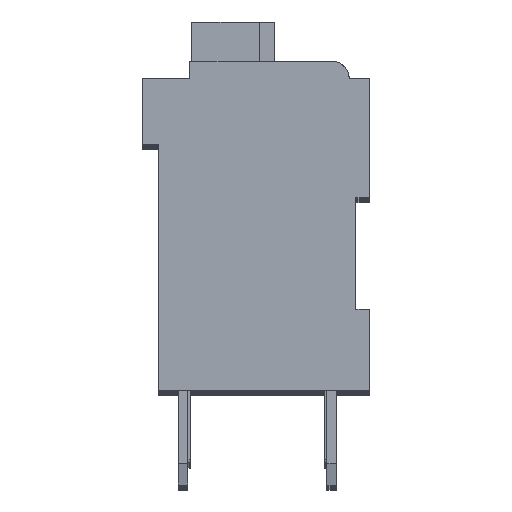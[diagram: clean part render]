
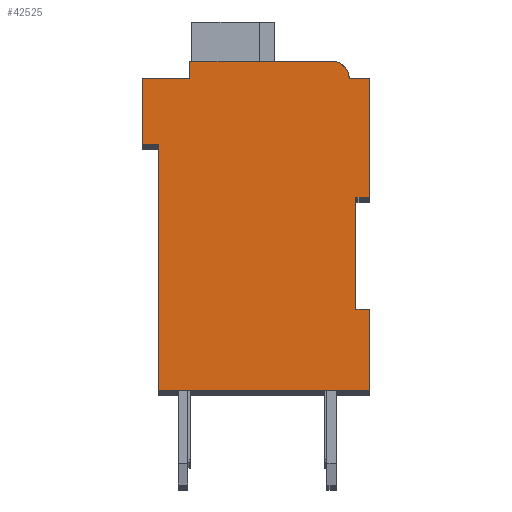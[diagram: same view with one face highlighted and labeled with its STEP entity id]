
A CAD part, top view. The second image highlights one B-rep face of the part: STEP entity #42525.
In plain terms, the highlighted planar face has unit normal (0, 0, 1).
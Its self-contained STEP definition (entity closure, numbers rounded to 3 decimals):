
#9962=DIRECTION('',(1.,0.,0.));
#9963=VECTOR('',#9962,0.5);
#9964=CARTESIAN_POINT('',(7.3,7.15,2.1));
#9965=LINE('',#9964,#9963);
#9966=DIRECTION('',(0.,1.,0.));
#9967=VECTOR('',#9966,4.15);
#9968=CARTESIAN_POINT('',(7.3,3.,2.1));
#9969=LINE('',#9968,#9967);
#9970=DIRECTION('',(-1.,0.,0.));
#9971=VECTOR('',#9970,0.5);
#9972=CARTESIAN_POINT('',(7.8,3.,2.1));
#9973=LINE('',#9972,#9971);
#9974=DIRECTION('',(0.,1.,0.));
#9975=VECTOR('',#9974,3.);
#9976=CARTESIAN_POINT('',(7.8,0.,2.1));
#9977=LINE('',#9976,#9975);
#9978=DIRECTION('',(1.,0.,0.));
#9979=VECTOR('',#9978,7.8);
#9980=CARTESIAN_POINT('',(0.,0.,2.1));
#9981=LINE('',#9980,#9979);
#9982=DIRECTION('',(0.,-1.,0.));
#9983=VECTOR('',#9982,9.1);
#9984=CARTESIAN_POINT('',(0.,9.1,2.1));
#9985=LINE('',#9984,#9983);
#9986=DIRECTION('',(1.,0.,0.));
#9987=VECTOR('',#9986,0.6);
#9988=CARTESIAN_POINT('',(-0.6,9.1,2.1));
#9989=LINE('',#9988,#9987);
#9990=DIRECTION('',(0.,-1.,0.));
#9991=VECTOR('',#9990,2.45);
#9992=CARTESIAN_POINT('',(-0.6,11.55,2.1));
#9993=LINE('',#9992,#9991);
#9994=DIRECTION('',(-1.,0.,0.));
#9995=VECTOR('',#9994,1.75);
#9996=CARTESIAN_POINT('',(1.15,11.55,2.1));
#9997=LINE('',#9996,#9995);
#9998=DIRECTION('',(0.,-1.,0.));
#9999=VECTOR('',#9998,0.65);
#10000=CARTESIAN_POINT('',(1.15,12.2,2.1));
#10001=LINE('',#10000,#9999);
#10002=DIRECTION('',(-1.,0.,0.));
#10003=VECTOR('',#10002,5.25);
#10004=CARTESIAN_POINT('',(6.4,12.2,2.1));
#10005=LINE('',#10004,#10003);
#10006=CARTESIAN_POINT('',(6.4,11.55,2.1));
#10007=DIRECTION('',(0.,0.,1.));
#10008=DIRECTION('',(1.,0.,0.));
#10009=AXIS2_PLACEMENT_3D('',#10006,#10007,#10008);
#10011=DIRECTION('',(-1.,0.,0.));
#10012=VECTOR('',#10011,0.75);
#10013=CARTESIAN_POINT('',(7.8,11.55,2.1));
#10014=LINE('',#10013,#10012);
#10015=DIRECTION('',(0.,1.,0.));
#10016=VECTOR('',#10015,4.4);
#10017=CARTESIAN_POINT('',(7.8,7.15,2.1));
#10018=LINE('',#10017,#10016);
#25233=CARTESIAN_POINT('',(7.3,7.15,2.1));
#25234=CARTESIAN_POINT('',(7.8,7.15,2.1));
#25235=VERTEX_POINT('',#25233);
#25236=VERTEX_POINT('',#25234);
#25237=CARTESIAN_POINT('',(7.8,11.55,2.1));
#25238=VERTEX_POINT('',#25237);
#25239=CARTESIAN_POINT('',(7.05,11.55,2.1));
#25240=VERTEX_POINT('',#25239);
#25241=CARTESIAN_POINT('',(6.4,12.2,2.1));
#25242=VERTEX_POINT('',#25241);
#25243=CARTESIAN_POINT('',(1.15,12.2,2.1));
#25244=VERTEX_POINT('',#25243);
#25245=CARTESIAN_POINT('',(1.15,11.55,2.1));
#25246=VERTEX_POINT('',#25245);
#25247=CARTESIAN_POINT('',(-0.6,11.55,2.1));
#25248=VERTEX_POINT('',#25247);
#25249=CARTESIAN_POINT('',(-0.6,9.1,2.1));
#25250=VERTEX_POINT('',#25249);
#25251=CARTESIAN_POINT('',(0.,9.1,2.1));
#25252=VERTEX_POINT('',#25251);
#25253=CARTESIAN_POINT('',(0.,0.,2.1));
#25254=VERTEX_POINT('',#25253);
#25255=CARTESIAN_POINT('',(7.8,0.,2.1));
#25256=VERTEX_POINT('',#25255);
#25257=CARTESIAN_POINT('',(7.8,3.,2.1));
#25258=VERTEX_POINT('',#25257);
#25259=CARTESIAN_POINT('',(7.3,3.,2.1));
#25260=VERTEX_POINT('',#25259);
#42504=CARTESIAN_POINT('',(0.,0.,2.1));
#42505=DIRECTION('',(0.,0.,1.));
#42506=DIRECTION('',(1.,0.,0.));
#42507=AXIS2_PLACEMENT_3D('',#42504,#42505,#42506);
#42508=PLANE('',#42507);
#42509=ORIENTED_EDGE('',*,*,#33238,.F.);
#42510=ORIENTED_EDGE('',*,*,#34362,.F.);
#42511=ORIENTED_EDGE('',*,*,#35316,.F.);
#42512=ORIENTED_EDGE('',*,*,#35971,.F.);
#42513=ORIENTED_EDGE('',*,*,#36726,.F.);
#42514=ORIENTED_EDGE('',*,*,#37719,.F.);
#42515=ORIENTED_EDGE('',*,*,#38476,.F.);
#42516=ORIENTED_EDGE('',*,*,#38845,.F.);
#42517=ORIENTED_EDGE('',*,*,#39405,.F.);
#42518=ORIENTED_EDGE('',*,*,#40464,.F.);
#42519=ORIENTED_EDGE('',*,*,#41304,.F.);
#42520=ORIENTED_EDGE('',*,*,#39456,.F.);
#42521=ORIENTED_EDGE('',*,*,#40185,.F.);
#42522=ORIENTED_EDGE('',*,*,#34257,.F.);
#42523=EDGE_LOOP('',(#42509,#42510,#42511,#42512,#42513,#42514,#42515,#42516,
#42517,#42518,#42519,#42520,#42521,#42522));
#42524=FACE_OUTER_BOUND('',#42523,.F.);
#10010=CIRCLE('',#10009,0.65);
#33238=EDGE_CURVE('',#25235,#25236,#9965,.T.);
#34257=EDGE_CURVE('',#25236,#25238,#10018,.T.);
#34362=EDGE_CURVE('',#25260,#25235,#9969,.T.);
#35316=EDGE_CURVE('',#25258,#25260,#9973,.T.);
#35971=EDGE_CURVE('',#25256,#25258,#9977,.T.);
#36726=EDGE_CURVE('',#25254,#25256,#9981,.T.);
#37719=EDGE_CURVE('',#25252,#25254,#9985,.T.);
#38476=EDGE_CURVE('',#25250,#25252,#9989,.T.);
#38845=EDGE_CURVE('',#25248,#25250,#9993,.T.);
#39405=EDGE_CURVE('',#25246,#25248,#9997,.T.);
#39456=EDGE_CURVE('',#25240,#25242,#10010,.T.);
#40185=EDGE_CURVE('',#25238,#25240,#10014,.T.);
#40464=EDGE_CURVE('',#25244,#25246,#10001,.T.);
#41304=EDGE_CURVE('',#25242,#25244,#10005,.T.);
#42525=ADVANCED_FACE('',(#42524),#42508,.T.);
